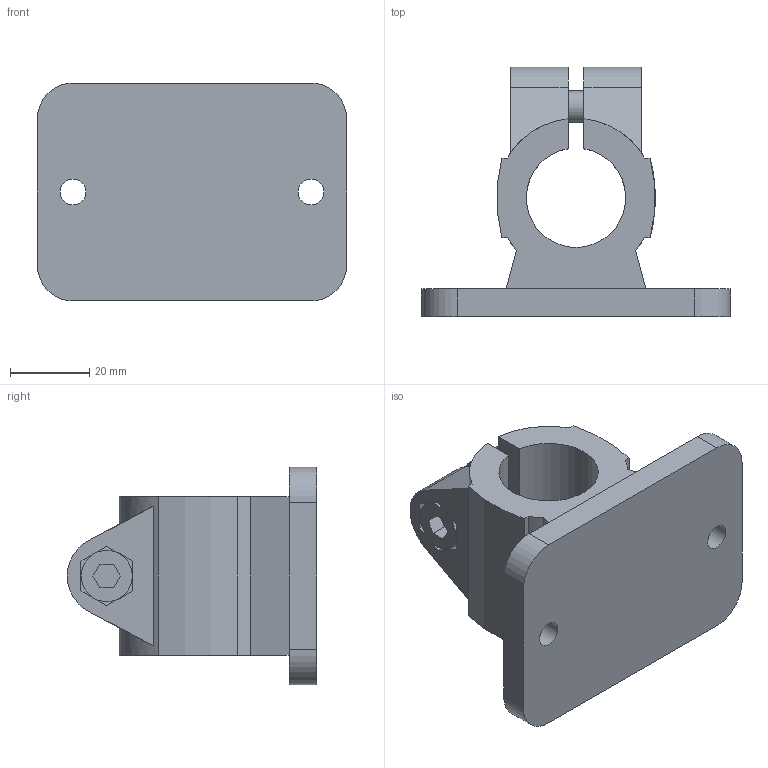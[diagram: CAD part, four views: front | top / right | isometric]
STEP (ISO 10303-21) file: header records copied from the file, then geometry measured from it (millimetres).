
FILE_DESCRIPTION( ( 'STEP AP214' ), '1' );
FILE_NAME( 'K0479.525.stp', '2020-12-08T09:55:29', ( '' ), ( '' ), ' ', 'PARTsolutions', ' ' );
FILE_SCHEMA( ( 'AUTOMOTIVE_DESIGN { 1 0 10303 214 1 1 1 1 }' ) );
Length unit declared in the file: millimetre
Products named in the file (1): _K0479.525
Bounding box: 78 x 62.97 x 55 mm (x, y, z)
Volume: 74981.7 mm3; surface area: 22475.6 mm2
Topology: 1 solids, 1 shells, 97 faces, 251 edges, 165 vertices
Faces by surface type: plane 54, cylinder 28, cone 13, torus 2
Full cylindrical faces by diameter (mm): 6.5 x2, 8 x2, 8.5 x2, 12.6 x1, 12.9 x1, 15 x1
Entity records: 3805 total; most frequent: CARTESIAN_POINT 672, DIRECTION 480, ORIENTED_EDGE 472, EDGE_CURVE 236, AXIS2_PLACEMENT_3D 171, VERTEX_POINT 162, LINE 138, VECTOR 138
